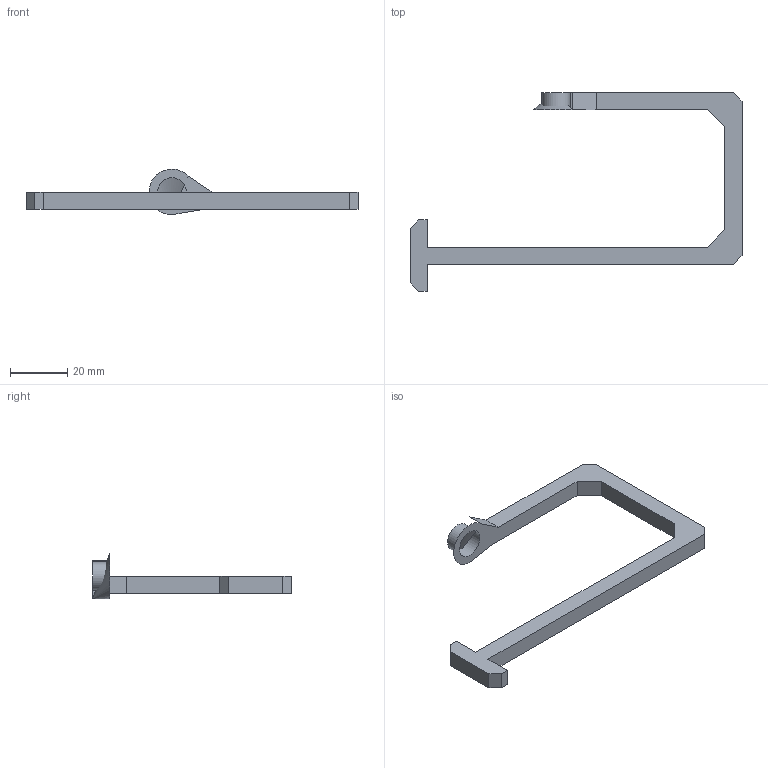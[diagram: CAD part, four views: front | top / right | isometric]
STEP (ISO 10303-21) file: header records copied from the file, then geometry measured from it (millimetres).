
FILE_DESCRIPTION(('FreeCAD Model'),'2;1');
FILE_NAME('Open CASCADE Shape Model','2021-03-25T16:09:17',('Author'),( ''),'Open CASCADE STEP processor 7.5','FreeCAD','Unknown');
FILE_SCHEMA(('AUTOMOTIVE_DESIGN { 1 0 10303 214 1 1 1 1 }'));
Length unit declared in the file: millimetre
Products named in the file (1): Chamfer007
Bounding box: 116 x 69.5 x 15.98 mm (x, y, z)
Volume: 7351.7 mm3; surface area: 6445.1 mm2
Topology: 1 solids, 1 shells, 24 faces, 63 edges, 42 vertices
Faces by surface type: plane 22, cylinder 2
Full cylindrical faces by diameter (mm): 10 x1, 16 x1
Entity records: 1564 total; most frequent: CARTESIAN_POINT 257, DIRECTION 239, LINE 179, VECTOR 179, ORIENTED_EDGE 126, PCURVE 126, DEFINITIONAL_REPRESENTATION 126, EDGE_CURVE 63
